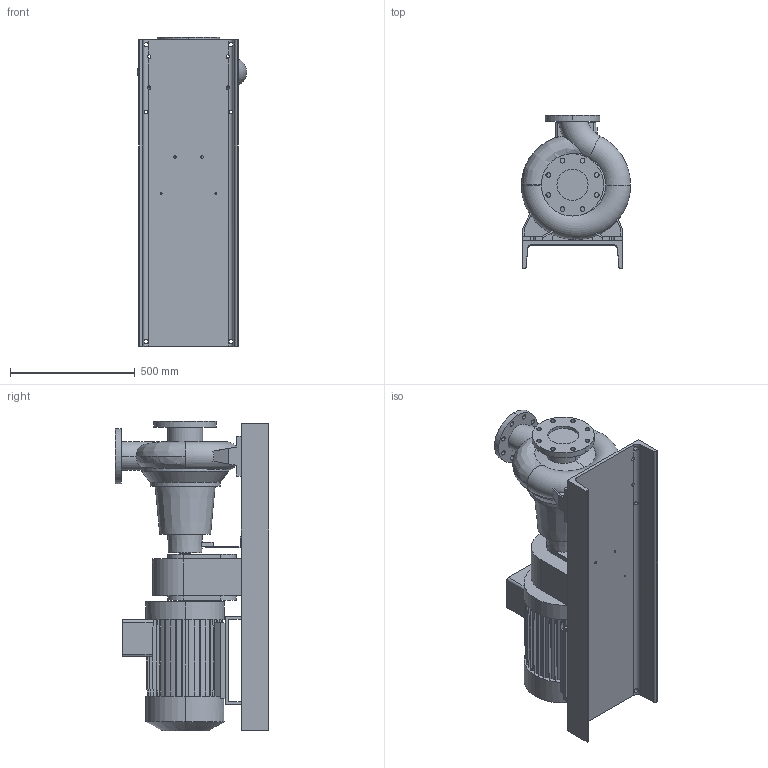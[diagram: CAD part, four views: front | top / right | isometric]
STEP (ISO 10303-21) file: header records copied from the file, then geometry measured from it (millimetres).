
FILE_DESCRIPTION (( 'STEP AP203' ), '1' );
FILE_NAME ('10018071swa00.step', '2023-07-07T12:26:33', ( '' ), ( '' ), 'SwSTEP 2.0', 'SolidWorks 2020', '' );
FILE_SCHEMA (( 'CONFIG_CONTROL_DESIGN' ));
Length unit declared in the file: millimetre
Products named in the file (5): 10018071swa00; 10018072swp00_160M L 2-6; 10017783swp00_100-250; 10012573swp00_390; 10018097swp00_MCG 15 N4 100-250 160
Assembly tree (4 placements, depth 2):
  10018071swa00
    10017783swp00_100-250
    10018097swp00_MCG 15 N4 100-250 160
    10018072swp00_160M L 2-6
    10012573swp00_390
Bounding box: 437.99 x 615 x 1241 mm (x, y, z)
Volume: 96915286.2 mm3; surface area: 4269452.4 mm2
Topology: 5 solids, 5 shells, 577 faces, 1658 edges, 1099 vertices
Faces by surface type: plane 381, cylinder 179, cone 10, torus 5, bspline 2
Entity records: 21686 total; most frequent: CARTESIAN_POINT 5650, ORIENTED_EDGE 3316, DIRECTION 3136, EDGE_CURVE 1658, LINE 1202, VECTOR 1202, VERTEX_POINT 1099, AXIS2_PLACEMENT_3D 967
